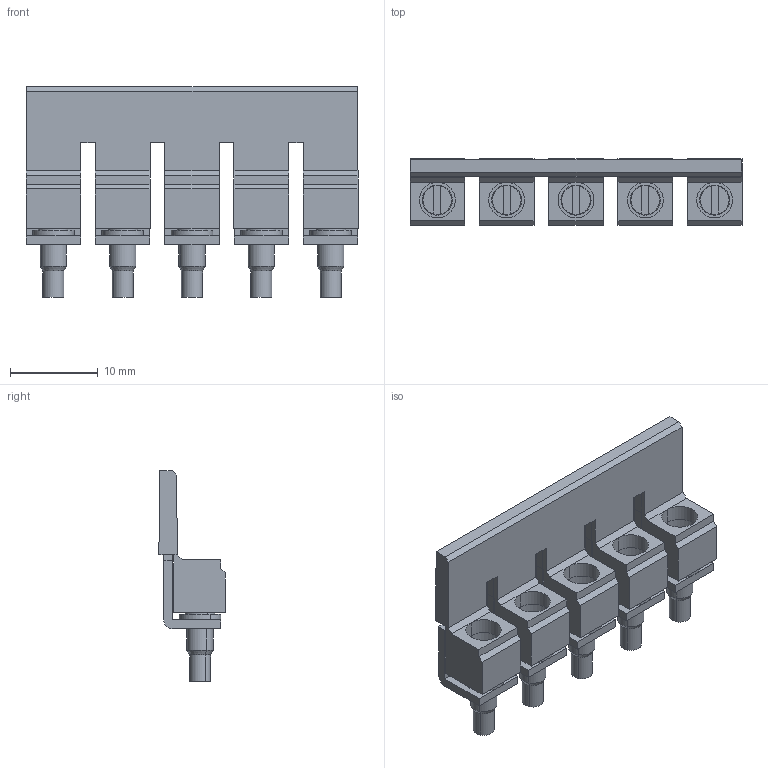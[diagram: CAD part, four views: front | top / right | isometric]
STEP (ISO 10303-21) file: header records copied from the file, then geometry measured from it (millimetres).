
FILE_DESCRIPTION(('CATIA V5 STEP Exchange','CAx-IF Rec.Pracs.--- Model Styling and Organization---1.4--- 2014-01-23'),'2;1');
FILE_NAME ('005239-6_0', '2021-06-17T07:55:04+00:00', ('none'), ('Weidmueller'), 'CATIA Version 5-6 Release 2016 SP3 HF44', 'CATIA V5 STEP AP214', 'none');
FILE_SCHEMA(('AUTOMOTIVE_DESIGN { 1 0 10303 214 1 1 1 1 }'));
Length unit declared in the file: millimetre
Products named in the file (1): 1062660000
Bounding box: 37.83 x 7.54 x 24 mm (x, y, z)
Volume: 2183.9 mm3; surface area: 4405 mm2
Topology: 2 solids, 2 shells, 226 faces, 608 edges, 396 vertices
Faces by surface type: plane 151, cylinder 55, cone 20
Entity records: 6599 total; most frequent: CARTESIAN_POINT 1247, ORIENTED_EDGE 1216, DIRECTION 880, EDGE_CURVE 608, VECTOR 428, LINE 428, VERTEX_POINT 396, AXIS2_PLACEMENT_3D 307
